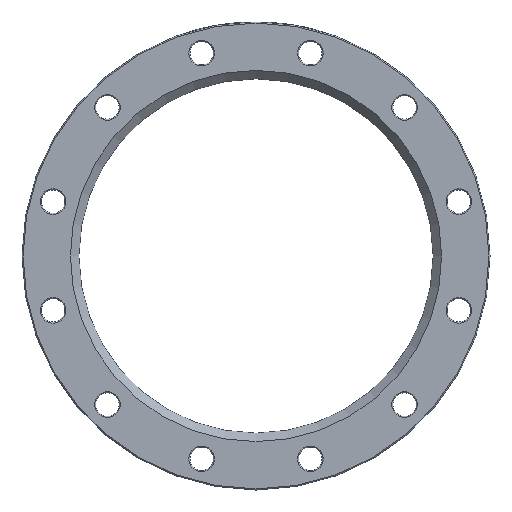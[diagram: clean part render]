
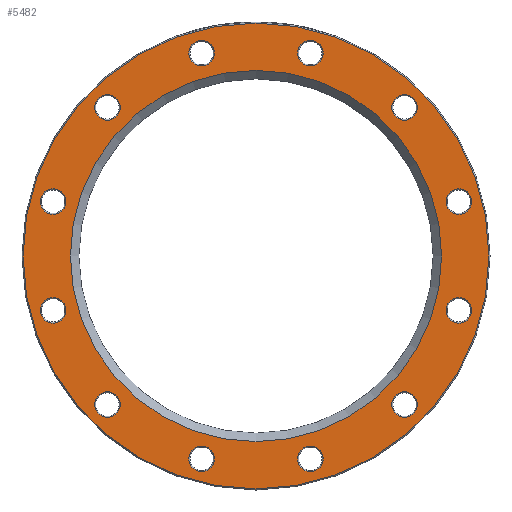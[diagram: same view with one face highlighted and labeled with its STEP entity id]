
A CAD part, left-side view. The second image highlights one B-rep face of the part: STEP entity #5482.
In plain terms, the highlighted planar face has unit normal (-1, 0, 0).
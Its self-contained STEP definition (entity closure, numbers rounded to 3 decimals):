
#82 = ORIENTED_EDGE ( 'NONE', *, *, #5261, .T. ) ;
#115 = AXIS2_PLACEMENT_3D ( 'NONE', #3157, #599, #2664 ) ;
#178 = CARTESIAN_POINT ( 'NONE',  ( 0., 190.77, -51.117 ) ) ;
#218 = CIRCLE ( 'NONE', #5816, 12. ) ;
#252 = EDGE_CURVE ( 'NONE', #6036, #6036, #6473, .T. ) ;
#258 = ORIENTED_EDGE ( 'NONE', *, *, #1095, .T. ) ;
#281 = DIRECTION ( 'NONE',  ( 0., 0., -1. ) ) ;
#305 = DIRECTION ( 'NONE',  ( 1., 0., 0. ) ) ;
#379 = CARTESIAN_POINT ( 'NONE',  ( 0., 0., 0. ) ) ;
#425 = EDGE_LOOP ( 'NONE', ( #3099 ) ) ;
#532 = EDGE_LOOP ( 'NONE', ( #3052 ) ) ;
#571 = AXIS2_PLACEMENT_3D ( 'NONE', #5421, #4396, #1426 ) ;
#597 = EDGE_CURVE ( 'NONE', #1371, #1371, #2627, .T. ) ;
#599 = DIRECTION ( 'NONE',  ( 1., 0., 0. ) ) ;
#730 = DIRECTION ( 'NONE',  ( 0., 0., -1. ) ) ;
#754 = DIRECTION ( 'NONE',  ( 0., 0., -1. ) ) ;
#761 = FACE_BOUND ( 'NONE', #1348, .T. ) ;
#823 = CARTESIAN_POINT ( 'NONE',  ( 0., -190.77, 39.117 ) ) ;
#839 = ORIENTED_EDGE ( 'NONE', *, *, #252, .T. ) ;
#853 = CARTESIAN_POINT ( 'NONE',  ( 0., -51.117, 178.77 ) ) ;
#890 = CARTESIAN_POINT ( 'NONE',  ( 0., 0., -174.5 ) ) ;
#891 = CARTESIAN_POINT ( 'NONE',  ( 0., 166.5, 0. ) ) ;
#936 = ORIENTED_EDGE ( 'NONE', *, *, #2406, .T. ) ;
#952 = CARTESIAN_POINT ( 'NONE',  ( 0., 139.654, 139.654 ) ) ;
#993 = DIRECTION ( 'NONE',  ( 1., 0., 0. ) ) ;
#1095 = EDGE_CURVE ( 'NONE', #4938, #4938, #218, .T. ) ;
#1167 = DIRECTION ( 'NONE',  ( 1., 0., 0. ) ) ;
#1205 = AXIS2_PLACEMENT_3D ( 'NONE', #952, #993, #4130 ) ;
#1254 = ORIENTED_EDGE ( 'NONE', *, *, #5959, .T. ) ;
#1306 = CIRCLE ( 'NONE', #1523, 12. ) ;
#1343 = DIRECTION ( 'NONE',  ( 1., 0., 0. ) ) ;
#1348 = EDGE_LOOP ( 'NONE', ( #3664 ) ) ;
#1367 = DIRECTION ( 'NONE',  ( 0., 0., -1. ) ) ;
#1371 = VERTEX_POINT ( 'NONE', #3414 ) ;
#1426 = DIRECTION ( 'NONE',  ( 0., 0., -1. ) ) ;
#1523 = AXIS2_PLACEMENT_3D ( 'NONE', #3204, #3741, #2745 ) ;
#1675 = DIRECTION ( 'NONE',  ( 1., 0., 0. ) ) ;
#1740 = CIRCLE ( 'NONE', #5295, 12. ) ;
#1774 = EDGE_CURVE ( 'NONE', #2948, #2948, #4817, .T. ) ;
#1830 = FACE_BOUND ( 'NONE', #3041, .T. ) ;
#1843 = ORIENTED_EDGE ( 'NONE', *, *, #5046, .T. ) ;
#1886 = AXIS2_PLACEMENT_3D ( 'NONE', #6444, #5935, #2650 ) ;
#1890 = FACE_BOUND ( 'NONE', #5656, .T. ) ;
#1928 = CARTESIAN_POINT ( 'NONE',  ( 0., 190.77, 51.117 ) ) ;
#1960 = VERTEX_POINT ( 'NONE', #1992 ) ;
#1970 = DIRECTION ( 'NONE',  ( -1., 0., 0. ) ) ;
#1992 = CARTESIAN_POINT ( 'NONE',  ( 0., 190.77, -63.117 ) ) ;
#2049 = CIRCLE ( 'NONE', #1205, 12. ) ;
#2065 = EDGE_LOOP ( 'NONE', ( #839 ) ) ;
#2132 = AXIS2_PLACEMENT_3D ( 'NONE', #4768, #4733, #4260 ) ;
#2137 = EDGE_CURVE ( 'NONE', #4930, #4930, #2978, .T. ) ;
#2185 = EDGE_CURVE ( 'NONE', #2980, #2980, #4828, .T. ) ;
#2287 = CARTESIAN_POINT ( 'NONE',  ( 0., 51.117, 190.77 ) ) ;
#2389 = CARTESIAN_POINT ( 'NONE',  ( 0., 139.654, -151.654 ) ) ;
#2400 = AXIS2_PLACEMENT_3D ( 'NONE', #4801, #1167, #754 ) ;
#2406 = EDGE_CURVE ( 'NONE', #2854, #2854, #5542, .T. ) ;
#2415 = CARTESIAN_POINT ( 'NONE',  ( 0., 51.117, 178.77 ) ) ;
#2421 = DIRECTION ( 'NONE',  ( 1., 0., 0. ) ) ;
#2448 = VERTEX_POINT ( 'NONE', #2415 ) ;
#2459 = EDGE_CURVE ( 'NONE', #2448, #2448, #2560, .T. ) ;
#2492 = EDGE_CURVE ( 'NONE', #5993, #5993, #3086, .T. ) ;
#2503 = EDGE_LOOP ( 'NONE', ( #6285 ) ) ;
#2560 = CIRCLE ( 'NONE', #6533, 12. ) ;
#2627 = CIRCLE ( 'NONE', #571, 12. ) ;
#2628 = CARTESIAN_POINT ( 'NONE',  ( 0., -51.117, -202.77 ) ) ;
#2650 = DIRECTION ( 'NONE',  ( 0., 0., -1. ) ) ;
#2664 = DIRECTION ( 'NONE',  ( 0., 0., -1. ) ) ;
#2745 = DIRECTION ( 'NONE',  ( 0., 0., -1. ) ) ;
#2766 = DIRECTION ( 'NONE',  ( 0., 0., -1. ) ) ;
#2826 = FACE_BOUND ( 'NONE', #425, .T. ) ;
#2854 = VERTEX_POINT ( 'NONE', #890 ) ;
#2886 = FACE_BOUND ( 'NONE', #2899, .T. ) ;
#2899 = EDGE_LOOP ( 'NONE', ( #3300 ) ) ;
#2948 = VERTEX_POINT ( 'NONE', #823 ) ;
#2949 = DIRECTION ( 'NONE',  ( 0., 0., -1. ) ) ;
#2978 = CIRCLE ( 'NONE', #1886, 12. ) ;
#2980 = VERTEX_POINT ( 'NONE', #6405 ) ;
#3041 = EDGE_LOOP ( 'NONE', ( #5287 ) ) ;
#3046 = VERTEX_POINT ( 'NONE', #2628 ) ;
#3052 = ORIENTED_EDGE ( 'NONE', *, *, #2459, .T. ) ;
#3086 = CIRCLE ( 'NONE', #3943, 12. ) ;
#3099 = ORIENTED_EDGE ( 'NONE', *, *, #597, .T. ) ;
#3118 = CARTESIAN_POINT ( 'NONE',  ( 0., 139.654, 127.654 ) ) ;
#3146 = CIRCLE ( 'NONE', #6024, 219. ) ;
#3157 = CARTESIAN_POINT ( 'NONE',  ( 0., -51.117, -190.77 ) ) ;
#3169 = EDGE_LOOP ( 'NONE', ( #258 ) ) ;
#3204 = CARTESIAN_POINT ( 'NONE',  ( 0., -190.77, -51.117 ) ) ;
#3300 = ORIENTED_EDGE ( 'NONE', *, *, #2137, .T. ) ;
#3345 = PLANE ( 'NONE',  #3685 ) ;
#3406 = FACE_BOUND ( 'NONE', #6612, .T. ) ;
#3414 = CARTESIAN_POINT ( 'NONE',  ( 0., -139.654, -151.654 ) ) ;
#3438 = FACE_OUTER_BOUND ( 'NONE', #5826, .T. ) ;
#3619 = VERTEX_POINT ( 'NONE', #5588 ) ;
#3664 = ORIENTED_EDGE ( 'NONE', *, *, #1774, .T. ) ;
#3685 = AXIS2_PLACEMENT_3D ( 'NONE', #891, #305, #2949 ) ;
#3732 = ORIENTED_EDGE ( 'NONE', *, *, #2492, .T. ) ;
#3741 = DIRECTION ( 'NONE',  ( 1., 0., 0. ) ) ;
#3797 = DIRECTION ( 'NONE',  ( 0., 0., -1. ) ) ;
#3838 = AXIS2_PLACEMENT_3D ( 'NONE', #1928, #2421, #1367 ) ;
#3924 = FACE_BOUND ( 'NONE', #2503, .T. ) ;
#3943 = AXIS2_PLACEMENT_3D ( 'NONE', #5307, #6311, #2766 ) ;
#4021 = VERTEX_POINT ( 'NONE', #6061 ) ;
#4130 = DIRECTION ( 'NONE',  ( 0., 0., -1. ) ) ;
#4260 = DIRECTION ( 'NONE',  ( 0., 0., -1. ) ) ;
#4276 = AXIS2_PLACEMENT_3D ( 'NONE', #379, #4496, #6545 ) ;
#4339 = EDGE_LOOP ( 'NONE', ( #1843 ) ) ;
#4348 = ORIENTED_EDGE ( 'NONE', *, *, #6357, .T. ) ;
#4396 = DIRECTION ( 'NONE',  ( 1., 0., 0. ) ) ;
#4398 = FACE_BOUND ( 'NONE', #2065, .T. ) ;
#4496 = DIRECTION ( 'NONE',  ( 1., 0., 0. ) ) ;
#4733 = DIRECTION ( 'NONE',  ( 1., 0., 0. ) ) ;
#4768 = CARTESIAN_POINT ( 'NONE',  ( 0., -190.77, 51.117 ) ) ;
#4801 = CARTESIAN_POINT ( 'NONE',  ( 0., 139.654, -139.654 ) ) ;
#4817 = CIRCLE ( 'NONE', #2132, 12. ) ;
#4828 = CIRCLE ( 'NONE', #3838, 12. ) ;
#4850 = EDGE_LOOP ( 'NONE', ( #4348 ) ) ;
#4879 = CARTESIAN_POINT ( 'NONE',  ( 0., -139.654, 127.654 ) ) ;
#4930 = VERTEX_POINT ( 'NONE', #5523 ) ;
#4938 = VERTEX_POINT ( 'NONE', #4879 ) ;
#5046 = EDGE_CURVE ( 'NONE', #3619, #3619, #1306, .T. ) ;
#5261 = EDGE_CURVE ( 'NONE', #1960, #1960, #1740, .T. ) ;
#5287 = ORIENTED_EDGE ( 'NONE', *, *, #6401, .T. ) ;
#5295 = AXIS2_PLACEMENT_3D ( 'NONE', #178, #1675, #3797 ) ;
#5307 = CARTESIAN_POINT ( 'NONE',  ( 0., -51.117, 190.77 ) ) ;
#5360 = DIRECTION ( 'NONE',  ( 1., 0., 0. ) ) ;
#5362 = FACE_BOUND ( 'NONE', #3169, .T. ) ;
#5374 = CIRCLE ( 'NONE', #115, 12. ) ;
#5421 = CARTESIAN_POINT ( 'NONE',  ( 0., -139.654, -139.654 ) ) ;
#5457 = FACE_BOUND ( 'NONE', #4850, .T. ) ;
#5465 = CARTESIAN_POINT ( 'NONE',  ( 0., 0., 0. ) ) ;
#5468 = DIRECTION ( 'NONE',  ( 0., 0., -1. ) ) ;
#5482 = ADVANCED_FACE ( 'NONE', ( #6508, #3438, #5457, #5931, #3406, #5362, #761, #5492, #2826, #1830, #2886, #4398, #1890, #3924 ), #3345, .F. ) ;
#5492 = FACE_BOUND ( 'NONE', #4339, .T. ) ;
#5523 = CARTESIAN_POINT ( 'NONE',  ( 0., 51.117, -202.77 ) ) ;
#5542 = CIRCLE ( 'NONE', #4276, 174.5 ) ;
#5555 = VERTEX_POINT ( 'NONE', #3118 ) ;
#5588 = CARTESIAN_POINT ( 'NONE',  ( 0., -190.77, -63.117 ) ) ;
#5643 = EDGE_LOOP ( 'NONE', ( #936 ) ) ;
#5656 = EDGE_LOOP ( 'NONE', ( #82 ) ) ;
#5816 = AXIS2_PLACEMENT_3D ( 'NONE', #5942, #1343, #5468 ) ;
#5826 = EDGE_LOOP ( 'NONE', ( #1254 ) ) ;
#5931 = FACE_BOUND ( 'NONE', #532, .T. ) ;
#5935 = DIRECTION ( 'NONE',  ( 1., 0., 0. ) ) ;
#5942 = CARTESIAN_POINT ( 'NONE',  ( 0., -139.654, 139.654 ) ) ;
#5959 = EDGE_CURVE ( 'NONE', #4021, #4021, #3146, .T. ) ;
#5993 = VERTEX_POINT ( 'NONE', #853 ) ;
#6024 = AXIS2_PLACEMENT_3D ( 'NONE', #5465, #1970, #281 ) ;
#6036 = VERTEX_POINT ( 'NONE', #2389 ) ;
#6061 = CARTESIAN_POINT ( 'NONE',  ( 0., 0., -219. ) ) ;
#6285 = ORIENTED_EDGE ( 'NONE', *, *, #2185, .T. ) ;
#6311 = DIRECTION ( 'NONE',  ( 1., 0., 0. ) ) ;
#6357 = EDGE_CURVE ( 'NONE', #5555, #5555, #2049, .T. ) ;
#6401 = EDGE_CURVE ( 'NONE', #3046, #3046, #5374, .T. ) ;
#6405 = CARTESIAN_POINT ( 'NONE',  ( 0., 190.77, 39.117 ) ) ;
#6444 = CARTESIAN_POINT ( 'NONE',  ( 0., 51.117, -190.77 ) ) ;
#6473 = CIRCLE ( 'NONE', #2400, 12. ) ;
#6508 = FACE_BOUND ( 'NONE', #5643, .T. ) ;
#6533 = AXIS2_PLACEMENT_3D ( 'NONE', #2287, #5360, #730 ) ;
#6545 = DIRECTION ( 'NONE',  ( 0., 0., -1. ) ) ;
#6612 = EDGE_LOOP ( 'NONE', ( #3732 ) ) ;
